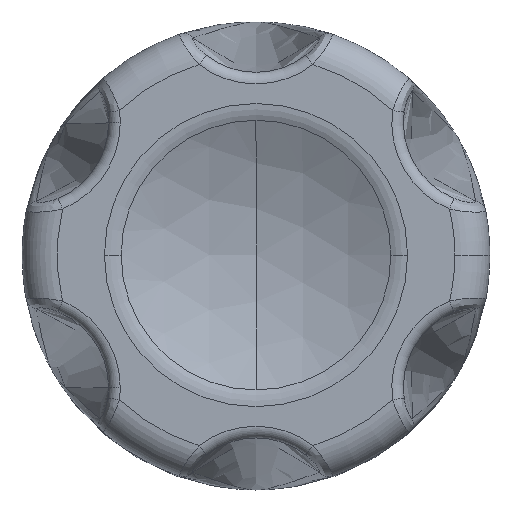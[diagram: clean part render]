
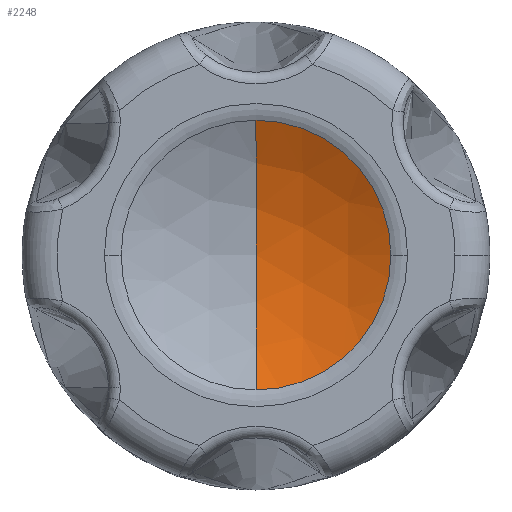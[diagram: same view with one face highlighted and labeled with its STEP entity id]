
A CAD part, top view. The second image highlights one B-rep face of the part: STEP entity #2248.
In plain terms, the highlighted spherical face has radius 6.155 mm.
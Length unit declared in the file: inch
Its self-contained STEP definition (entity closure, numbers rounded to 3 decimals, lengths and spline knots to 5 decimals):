
#13 = AXIS2_PLACEMENT_3D ( 'NONE', #793, #1718, #385 ) ;
#42 = CARTESIAN_POINT ( 'NONE',  ( 0., -0.1153, 0.49639 ) ) ;
#52 = DIRECTION ( 'NONE',  ( 0., 0., -1. ) ) ;
#64 = EDGE_LOOP ( 'NONE', ( #2219, #2590, #1502, #2196 ) ) ;
#138 = CARTESIAN_POINT ( 'NONE',  ( 0., 0., 0.4672 ) ) ;
#368 = DIRECTION ( 'NONE',  ( 1., 0., 0. ) ) ;
#385 = DIRECTION ( 'NONE',  ( 0., -1., 0. ) ) ;
#480 = CARTESIAN_POINT ( 'NONE',  ( 0., 0., 0.49639 ) ) ;
#491 = CIRCLE ( 'NONE', #2393, 0.24232 ) ;
#522 = VERTEX_POINT ( 'NONE', #1886 ) ;
#603 = EDGE_CURVE ( 'NONE', #2832, #1686, #491, .T. ) ;
#793 = CARTESIAN_POINT ( 'NONE',  ( 0., 0., 0.70952 ) ) ;
#890 = DIRECTION ( 'NONE',  ( 0., -1., 0. ) ) ;
#1082 = FACE_OUTER_BOUND ( 'NONE', #64, .T. ) ;
#1177 = AXIS2_PLACEMENT_3D ( 'NONE', #2246, #2936, #890 ) ;
#1210 = AXIS2_PLACEMENT_3D ( 'NONE', #480, #2525, #1891 ) ;
#1421 = EDGE_CURVE ( 'NONE', #2832, #522, #2356, .T. ) ;
#1502 = ORIENTED_EDGE ( 'NONE', *, *, #1994, .T. ) ;
#1636 = CARTESIAN_POINT ( 'NONE',  ( 0., 0.1153, 0.49639 ) ) ;
#1686 = VERTEX_POINT ( 'NONE', #138 ) ;
#1718 = DIRECTION ( 'NONE',  ( -1., 0., 0. ) ) ;
#1886 = CARTESIAN_POINT ( 'NONE',  ( 0.1153, 0., 0.49639 ) ) ;
#1891 = DIRECTION ( 'NONE',  ( 1., 0., 0. ) ) ;
#1926 = CIRCLE ( 'NONE', #1177, 0.24232 ) ;
#1994 = EDGE_CURVE ( 'NONE', #2857, #1686, #1926, .T. ) ;
#2070 = AXIS2_PLACEMENT_3D ( 'NONE', #2637, #2381, #368 ) ;
#2105 = DIRECTION ( 'NONE',  ( 1., 0., 0. ) ) ;
#2196 = ORIENTED_EDGE ( 'NONE', *, *, #603, .F. ) ;
#2219 = ORIENTED_EDGE ( 'NONE', *, *, #1421, .T. ) ;
#2246 = CARTESIAN_POINT ( 'NONE',  ( 0., 0., 0.70952 ) ) ;
#2248 = ADVANCED_FACE ( 'NONE', ( #1082 ), #2850, .F. ) ;
#2356 = CIRCLE ( 'NONE', #2070, 0.1153 ) ;
#2381 = DIRECTION ( 'NONE',  ( 0., 0., 1. ) ) ;
#2393 = AXIS2_PLACEMENT_3D ( 'NONE', #2550, #2105, #52 ) ;
#2525 = DIRECTION ( 'NONE',  ( 0., 0., 1. ) ) ;
#2550 = CARTESIAN_POINT ( 'NONE',  ( 0., 0., 0.70952 ) ) ;
#2590 = ORIENTED_EDGE ( 'NONE', *, *, #2846, .T. ) ;
#2637 = CARTESIAN_POINT ( 'NONE',  ( 0., 0., 0.49639 ) ) ;
#2721 = CIRCLE ( 'NONE', #1210, 0.1153 ) ;
#2832 = VERTEX_POINT ( 'NONE', #42 ) ;
#2846 = EDGE_CURVE ( 'NONE', #522, #2857, #2721, .T. ) ;
#2850 = SPHERICAL_SURFACE ( 'NONE', #13, 0.24232 ) ;
#2857 = VERTEX_POINT ( 'NONE', #1636 ) ;
#2936 = DIRECTION ( 'NONE',  ( -1., 0., 0. ) ) ;
